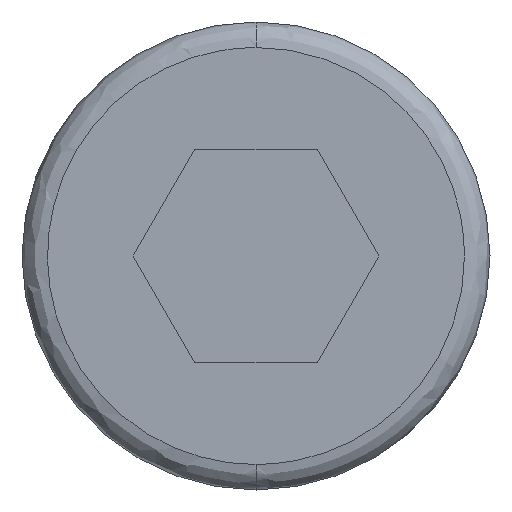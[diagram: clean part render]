
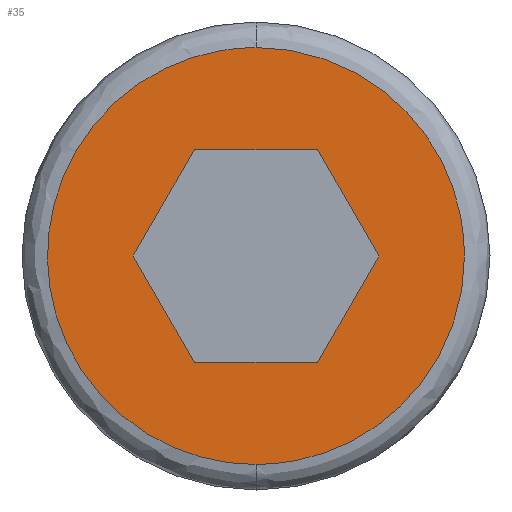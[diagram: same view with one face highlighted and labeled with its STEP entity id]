
A CAD part, front view. The second image highlights one B-rep face of the part: STEP entity #35.
In plain terms, the highlighted planar face has unit normal (0, -1, 0).
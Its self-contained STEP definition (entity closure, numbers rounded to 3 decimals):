
#4 = ORIENTED_EDGE ( 'NONE', *, *, #433, .F. ) ;
#5 = EDGE_CURVE ( 'NONE', #569, #51, #441, .T. ) ;
#9 = LINE ( 'NONE', #140, #27 ) ;
#15 =( BOUNDED_CURVE ( )  B_SPLINE_CURVE ( 3, ( #333, #106, #507, #567, #220, #698, #640 ),
 .UNSPECIFIED., .F., .F. ) 
 B_SPLINE_CURVE_WITH_KNOTS ( ( 4, 3, 4 ),
 ( 0.333, 0.667, 1. ),
 .UNSPECIFIED. ) 
 CURVE ( )  GEOMETRIC_REPRESENTATION_ITEM ( )  RATIONAL_B_SPLINE_CURVE ( ( 1., 0.805, 0.805, 1., 0.805, 0.805, 1. ) ) 
 REPRESENTATION_ITEM ( '' )  );
#23 = CARTESIAN_POINT ( 'NONE',  ( 2.45, -3., -1.435 ) ) ;
#27 = VECTOR ( 'NONE', #370, 1000. ) ;
#34 = EDGE_CURVE ( 'NONE', #525, #569, #404, .T. ) ;
#35 = ADVANCED_FACE ( 'NONE', ( #701, #502 ), #562, .T. ) ;
#36 = CARTESIAN_POINT ( 'NONE',  ( 0.722, -3., 1.25 ) ) ;
#37 = CARTESIAN_POINT ( 'NONE',  ( 0.722, -3., -1.25 ) ) ;
#39 = ORIENTED_EDGE ( 'NONE', *, *, #585, .F. ) ;
#47 = CARTESIAN_POINT ( 'NONE',  ( 2.45, -3., 0. ) ) ;
#51 = VERTEX_POINT ( 'NONE', #37 ) ;
#58 = LINE ( 'NONE', #424, #418 ) ;
#79 = CARTESIAN_POINT ( 'NONE',  ( 2.45, -3., 0. ) ) ;
#84 = CARTESIAN_POINT ( 'NONE',  ( 0., -3., -2.45 ) ) ;
#97 = CARTESIAN_POINT ( 'NONE',  ( 0.722, -3., 1.25 ) ) ;
#106 = CARTESIAN_POINT ( 'NONE',  ( -1.435, -3., -2.45 ) ) ;
#111 =( BOUNDED_CURVE ( )  B_SPLINE_CURVE ( 3, ( #146, #270, #453, #47 ),
 .UNSPECIFIED., .F., .F. ) 
 B_SPLINE_CURVE_WITH_KNOTS ( ( 4, 4 ),
 ( 0., 1. ),
 .UNSPECIFIED. ) 
 CURVE ( )  GEOMETRIC_REPRESENTATION_ITEM ( )  RATIONAL_B_SPLINE_CURVE ( ( 1., 0.805, 0.805, 1. ) ) 
 REPRESENTATION_ITEM ( '' )  );
#140 = CARTESIAN_POINT ( 'NONE',  ( -1.443, -3., 0. ) ) ;
#146 = CARTESIAN_POINT ( 'NONE',  ( 0., -3., 2.45 ) ) ;
#154 = DIRECTION ( 'NONE',  ( -0.5, 0., -0.866 ) ) ;
#182 = EDGE_LOOP ( 'NONE', ( #39, #546, #4 ) ) ;
#188 = EDGE_CURVE ( 'NONE', #646, #525, #271, .T. ) ;
#213 = ORIENTED_EDGE ( 'NONE', *, *, #34, .T. ) ;
#217 = CARTESIAN_POINT ( 'NONE',  ( 0., -3., 0. ) ) ;
#220 = CARTESIAN_POINT ( 'NONE',  ( -2.45, -3., 1.435 ) ) ;
#231 = CARTESIAN_POINT ( 'NONE',  ( -0.722, -3., -1.25 ) ) ;
#235 = VERTEX_POINT ( 'NONE', #461 ) ;
#245 = CARTESIAN_POINT ( 'NONE',  ( 2.45, -3., 0. ) ) ;
#256 = VECTOR ( 'NONE', #654, 1000. ) ;
#270 = CARTESIAN_POINT ( 'NONE',  ( 1.435, -3., 2.45 ) ) ;
#271 = LINE ( 'NONE', #512, #465 ) ;
#279 = VERTEX_POINT ( 'NONE', #769 ) ;
#287 = EDGE_CURVE ( 'NONE', #235, #279, #729, .T. ) ;
#303 = DIRECTION ( 'NONE',  ( -1., 0., 0. ) ) ;
#333 = CARTESIAN_POINT ( 'NONE',  ( 0., -3., -2.45 ) ) ;
#370 = DIRECTION ( 'NONE',  ( 0.5, 0., 0.866 ) ) ;
#386 = ORIENTED_EDGE ( 'NONE', *, *, #287, .T. ) ;
#389 = DIRECTION ( 'NONE',  ( 0., -1., 0. ) ) ;
#404 = LINE ( 'NONE', #97, #632 ) ;
#418 = VECTOR ( 'NONE', #303, 1000. ) ;
#424 = CARTESIAN_POINT ( 'NONE',  ( 0., -3., -1.25 ) ) ;
#433 = EDGE_CURVE ( 'NONE', #730, #767, #709, .T. ) ;
#439 = EDGE_LOOP ( 'NONE', ( #213, #580, #493, #386, #577, #590 ) ) ;
#441 = LINE ( 'NONE', #449, #588 ) ;
#449 = CARTESIAN_POINT ( 'NONE',  ( 1.443, -3., 0. ) ) ;
#453 = CARTESIAN_POINT ( 'NONE',  ( 2.45, -3., 1.435 ) ) ;
#456 = DIRECTION ( 'NONE',  ( 1., 0., 0. ) ) ;
#460 = CARTESIAN_POINT ( 'NONE',  ( -0.722, -3., 1.25 ) ) ;
#461 = CARTESIAN_POINT ( 'NONE',  ( -0.722, -3., -1.25 ) ) ;
#465 = VECTOR ( 'NONE', #456, 1000. ) ;
#493 = ORIENTED_EDGE ( 'NONE', *, *, #725, .T. ) ;
#502 = FACE_OUTER_BOUND ( 'NONE', #182, .T. ) ;
#507 = CARTESIAN_POINT ( 'NONE',  ( -2.45, -3., -1.435 ) ) ;
#512 = CARTESIAN_POINT ( 'NONE',  ( 0., -3., 1.25 ) ) ;
#525 = VERTEX_POINT ( 'NONE', #36 ) ;
#543 = AXIS2_PLACEMENT_3D ( 'NONE', #217, #389, #633 ) ;
#546 = ORIENTED_EDGE ( 'NONE', *, *, #599, .F. ) ;
#562 = PLANE ( 'NONE',  #543 ) ;
#563 = DIRECTION ( 'NONE',  ( 0.5, 0., -0.866 ) ) ;
#567 = CARTESIAN_POINT ( 'NONE',  ( -2.45, -3., 0. ) ) ;
#569 = VERTEX_POINT ( 'NONE', #760 ) ;
#577 = ORIENTED_EDGE ( 'NONE', *, *, #753, .T. ) ;
#580 = ORIENTED_EDGE ( 'NONE', *, *, #5, .T. ) ;
#585 = EDGE_CURVE ( 'NONE', #685, #730, #111, .T. ) ;
#588 = VECTOR ( 'NONE', #154, 1000. ) ;
#590 = ORIENTED_EDGE ( 'NONE', *, *, #188, .T. ) ;
#599 = EDGE_CURVE ( 'NONE', #767, #685, #15, .T. ) ;
#603 = CARTESIAN_POINT ( 'NONE',  ( 1.435, -3., -2.45 ) ) ;
#612 = CARTESIAN_POINT ( 'NONE',  ( 0., -3., -2.45 ) ) ;
#632 = VECTOR ( 'NONE', #563, 1000. ) ;
#633 = DIRECTION ( 'NONE',  ( 0., 0., -1. ) ) ;
#640 = CARTESIAN_POINT ( 'NONE',  ( 0., -3., 2.45 ) ) ;
#646 = VERTEX_POINT ( 'NONE', #460 ) ;
#654 = DIRECTION ( 'NONE',  ( -0.5, 0., 0.866 ) ) ;
#685 = VERTEX_POINT ( 'NONE', #737 ) ;
#698 = CARTESIAN_POINT ( 'NONE',  ( -1.435, -3., 2.45 ) ) ;
#701 = FACE_BOUND ( 'NONE', #439, .T. ) ;
#709 =( BOUNDED_CURVE ( )  B_SPLINE_CURVE ( 3, ( #245, #23, #603, #612 ),
 .UNSPECIFIED., .F., .F. ) 
 B_SPLINE_CURVE_WITH_KNOTS ( ( 4, 4 ),
 ( 0., 0.333 ),
 .UNSPECIFIED. ) 
 CURVE ( )  GEOMETRIC_REPRESENTATION_ITEM ( )  RATIONAL_B_SPLINE_CURVE ( ( 1., 0.805, 0.805, 1. ) ) 
 REPRESENTATION_ITEM ( '' )  );
#725 = EDGE_CURVE ( 'NONE', #51, #235, #58, .T. ) ;
#729 = LINE ( 'NONE', #231, #256 ) ;
#730 = VERTEX_POINT ( 'NONE', #79 ) ;
#737 = CARTESIAN_POINT ( 'NONE',  ( 0., -3., 2.45 ) ) ;
#753 = EDGE_CURVE ( 'NONE', #279, #646, #9, .T. ) ;
#760 = CARTESIAN_POINT ( 'NONE',  ( 1.443, -3., 0. ) ) ;
#767 = VERTEX_POINT ( 'NONE', #84 ) ;
#769 = CARTESIAN_POINT ( 'NONE',  ( -1.443, -3., 0. ) ) ;
